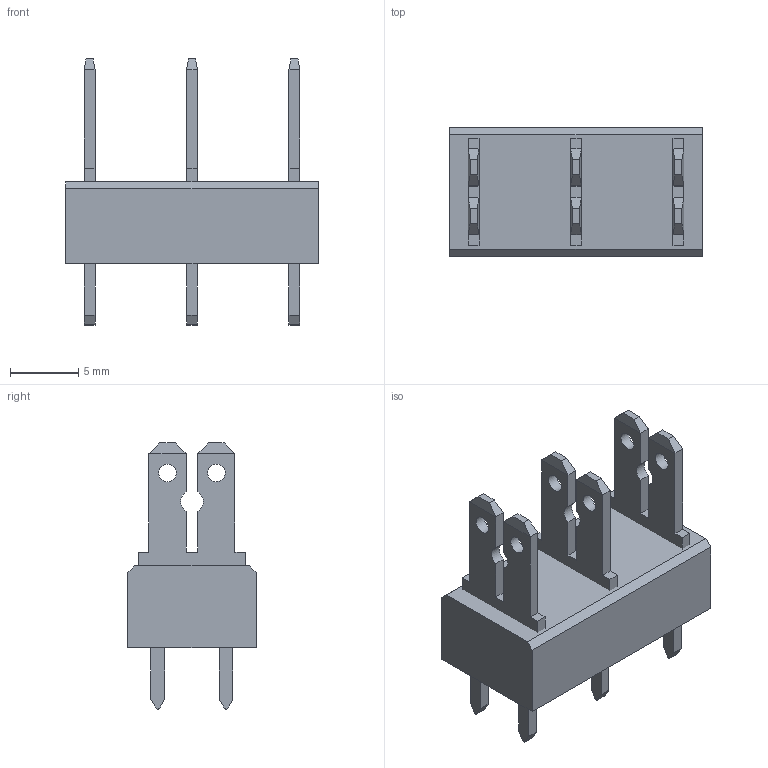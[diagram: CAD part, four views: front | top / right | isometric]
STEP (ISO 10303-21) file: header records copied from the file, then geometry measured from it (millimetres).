
FILE_DESCRIPTION(/* description */ (''),/* implementation_level */ '2;1');
FILE_NAME(/* name */ 'WECO_900-S-7.5-03.stp',/* time_stamp */ '2017-01-30T10:17:55+01:00',/* author */ ('jchouvet'),/* organization */ (''),/* preprocessor_version */ 'ST-DEVELOPER v16.1',/* originating_system */ 'AutoCAD Mechanical',/* authorisation */ '');
FILE_SCHEMA (('AUTOMOTIVE_DESIGN { 1 0 10303 214 3 1 1 }'));
Length unit declared in the file: millimetre
Products named in the file (1): Product
Bounding box: 18.5 x 9.4 x 19.5 mm (x, y, z)
Volume: 1177.3 mm3; surface area: 1204.1 mm2
Topology: 10 solids, 10 shells, 140 faces, 342 edges, 222 vertices
Faces by surface type: plane 122, cylinder 18
Full cylindrical faces by diameter (mm): 1.3 x6
Entity records: 4008 total; most frequent: CARTESIAN_POINT 687, ORIENTED_EDGE 660, DIRECTION 648, EDGE_CURVE 330, LINE 294, VECTOR 294, VERTEX_POINT 216, AXIS2_PLACEMENT_3D 177
